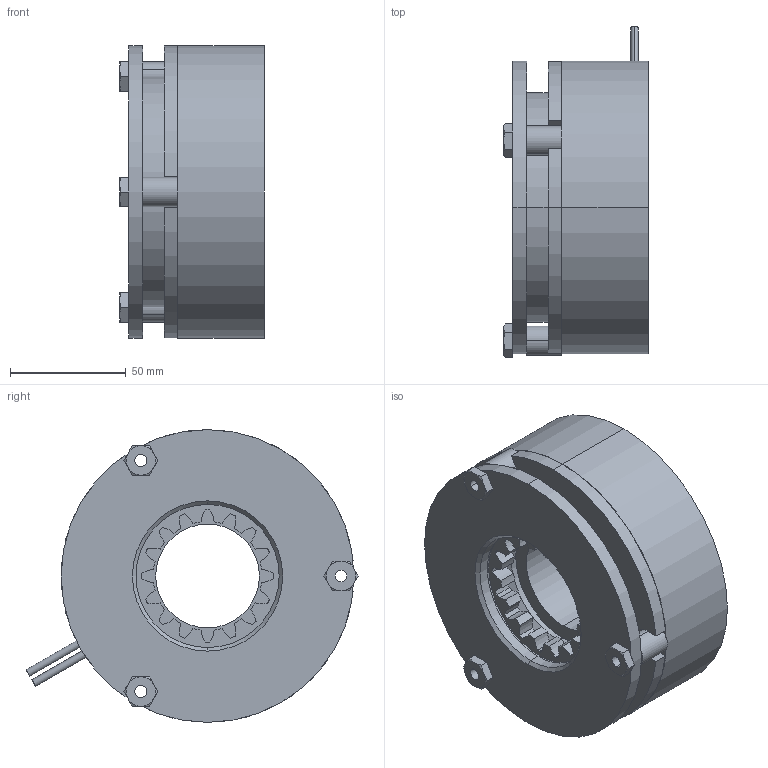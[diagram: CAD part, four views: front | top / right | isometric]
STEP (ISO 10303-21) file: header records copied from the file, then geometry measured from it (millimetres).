
FILE_DESCRIPTION (( 'STEP AP203' ), '1' );
FILE_NAME ('500_SEB_WebAssy.STEP', '2017-02-22T14:15:43', ( 'Delete' ), ( 'Hewlett-Packard Company' ), 'SwSTEP 2.0', 'SolidWorks 2017', '' );
FILE_SCHEMA (( 'CONFIG_CONTROL_DESIGN' ));
Products named in the file (1): 500_SEB_WebAssy
Bounding box: 62.24 x 143.16 x 126.24 mm (x, y, z)
Volume: 565595.1 mm3; surface area: 125492 mm2
Topology: 18 solids, 18 shells, 683 faces, 1715 edges, 1074 vertices
Faces by surface type: cone 298, cylinder 283, plane 84, bspline 12, torus 6
Entity records: 46412 total; most frequent: CARTESIAN_POINT 29309, DIRECTION 3977, ORIENTED_EDGE 3406, EDGE_CURVE 1703, AXIS2_PLACEMENT_3D 1674, VERTEX_POINT 1074, CIRCLE 1002, EDGE_LOOP 733
